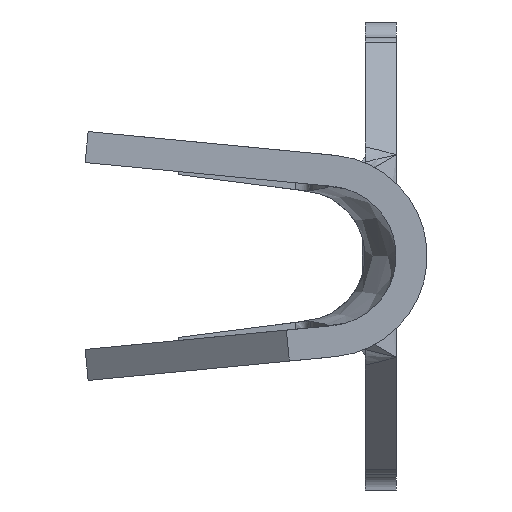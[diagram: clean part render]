
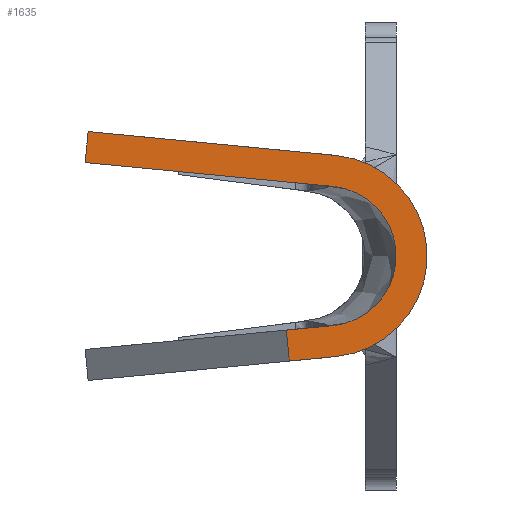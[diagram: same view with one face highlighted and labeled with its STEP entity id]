
A CAD part, left-side view. The second image highlights one B-rep face of the part: STEP entity #1635.
In plain terms, the highlighted planar face has unit normal (-1, 0, 0).
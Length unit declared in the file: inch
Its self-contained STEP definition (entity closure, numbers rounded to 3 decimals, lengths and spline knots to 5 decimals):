
#21 = AXIS2_PLACEMENT_3D ( 'NONE', #247, #3770, #752 ) ;
#79 = VERTEX_POINT ( 'NONE', #905 ) ;
#98 = EDGE_CURVE ( 'NONE', #2071, #3611, #1875, .T. ) ;
#247 = CARTESIAN_POINT ( 'NONE',  ( -0.505, 0.045, 0. ) ) ;
#341 = CARTESIAN_POINT ( 'NONE',  ( -0.505, 0.03879, 0.0647 ) ) ;
#445 = VECTOR ( 'NONE', #864, 39.37008 ) ;
#595 = FACE_OUTER_BOUND ( 'NONE', #3549, .T. ) ;
#752 = DIRECTION ( 'NONE',  ( 0., 0., 1. ) ) ;
#761 = VECTOR ( 'NONE', #5902, 39.37008 ) ;
#855 = VERTEX_POINT ( 'NONE', #1024 ) ;
#864 = DIRECTION ( 'NONE',  ( 0., 0.995, -0.096 ) ) ;
#905 = CARTESIAN_POINT ( 'NONE',  ( -0.505, 0.0706, -0.04766 ) ) ;
#907 = EDGE_CURVE ( 'NONE', #3611, #2725, #3608, .T. ) ;
#997 = VECTOR ( 'NONE', #5200, 39.37008 ) ;
#1024 = CARTESIAN_POINT ( 'NONE',  ( -0.505, 0.03879, -0.0647 ) ) ;
#1211 = ORIENTED_EDGE ( 'NONE', *, *, #1972, .T. ) ;
#1370 = EDGE_CURVE ( 'NONE', #2302, #2071, #1393, .T. ) ;
#1393 = LINE ( 'NONE', #341, #4052 ) ;
#1635 = ADVANCED_FACE ( 'NONE', ( #595 ), #5653, .T. ) ;
#1668 = ORIENTED_EDGE ( 'NONE', *, *, #6045, .T. ) ;
#1674 = CARTESIAN_POINT ( 'NONE',  ( -0.505, 0.03879, -0.0647 ) ) ;
#1684 = DIRECTION ( 'NONE',  ( 0., 0.096, -0.995 ) ) ;
#1875 = LINE ( 'NONE', #2743, #5407 ) ;
#1895 = VERTEX_POINT ( 'NONE', #6491 ) ;
#1944 = LINE ( 'NONE', #2380, #445 ) ;
#1972 = EDGE_CURVE ( 'NONE', #2725, #1895, #4514, .T. ) ;
#2049 = CARTESIAN_POINT ( 'NONE',  ( -0.505, 0.06868, -0.06757 ) ) ;
#2071 = VERTEX_POINT ( 'NONE', #2364 ) ;
#2138 = DIRECTION ( 'NONE',  ( -1., 0., 0. ) ) ;
#2302 = VERTEX_POINT ( 'NONE', #3994 ) ;
#2364 = CARTESIAN_POINT ( 'NONE',  ( -0.505, 0.19809, 0.08 ) ) ;
#2380 = CARTESIAN_POINT ( 'NONE',  ( -0.505, 0.0407, -0.04479 ) ) ;
#2623 = EDGE_CURVE ( 'NONE', #1895, #79, #1944, .T. ) ;
#2632 = VECTOR ( 'NONE', #4062, 39.37008 ) ;
#2725 = VERTEX_POINT ( 'NONE', #2938 ) ;
#2743 = CARTESIAN_POINT ( 'NONE',  ( -0.505, 0.19809, 0.08 ) ) ;
#2755 = VERTEX_POINT ( 'NONE', #2049 ) ;
#2765 = ORIENTED_EDGE ( 'NONE', *, *, #98, .T. ) ;
#2838 = EDGE_CURVE ( 'NONE', #2755, #855, #6003, .T. ) ;
#2938 = CARTESIAN_POINT ( 'NONE',  ( -0.505, 0.0407, 0.04479 ) ) ;
#2989 = ORIENTED_EDGE ( 'NONE', *, *, #907, .T. ) ;
#3015 = EDGE_CURVE ( 'NONE', #855, #2302, #4207, .T. ) ;
#3189 = DIRECTION ( 'NONE',  ( 0., 0., 1. ) ) ;
#3374 = CARTESIAN_POINT ( 'NONE',  ( -0.505, 0.2, 0.06009 ) ) ;
#3439 = CARTESIAN_POINT ( 'NONE',  ( -0.505, 0.0407, 0.04479 ) ) ;
#3549 = EDGE_LOOP ( 'NONE', ( #1668, #3620, #3836, #4507, #2765, #2989, #1211, #4400 ) ) ;
#3576 = CARTESIAN_POINT ( 'NONE',  ( -0.505, 0.0706, -0.04766 ) ) ;
#3608 = LINE ( 'NONE', #3439, #761 ) ;
#3611 = VERTEX_POINT ( 'NONE', #3374 ) ;
#3620 = ORIENTED_EDGE ( 'NONE', *, *, #2838, .T. ) ;
#3770 = DIRECTION ( 'NONE',  ( 1., 0., 0. ) ) ;
#3824 = AXIS2_PLACEMENT_3D ( 'NONE', #5138, #2138, #5627 ) ;
#3836 = ORIENTED_EDGE ( 'NONE', *, *, #3015, .T. ) ;
#3864 = DIRECTION ( 'NONE',  ( 0., 0.995, 0.096 ) ) ;
#3994 = CARTESIAN_POINT ( 'NONE',  ( -0.505, 0.03879, 0.0647 ) ) ;
#4052 = VECTOR ( 'NONE', #3864, 39.37008 ) ;
#4062 = DIRECTION ( 'NONE',  ( 0., -0.096, -0.995 ) ) ;
#4207 = CIRCLE ( 'NONE', #3824, 0.065 ) ;
#4400 = ORIENTED_EDGE ( 'NONE', *, *, #2623, .T. ) ;
#4507 = ORIENTED_EDGE ( 'NONE', *, *, #1370, .T. ) ;
#4514 = CIRCLE ( 'NONE', #21, 0.045 ) ;
#4652 = CARTESIAN_POINT ( 'NONE',  ( -0.505, 0.045, 0. ) ) ;
#5138 = CARTESIAN_POINT ( 'NONE',  ( -0.505, 0.045, 0. ) ) ;
#5200 = DIRECTION ( 'NONE',  ( 0., -0.995, 0.096 ) ) ;
#5284 = LINE ( 'NONE', #3576, #2632 ) ;
#5333 = AXIS2_PLACEMENT_3D ( 'NONE', #4652, #6165, #3189 ) ;
#5407 = VECTOR ( 'NONE', #1684, 39.37008 ) ;
#5627 = DIRECTION ( 'NONE',  ( 0., 0., 1. ) ) ;
#5653 = PLANE ( 'NONE',  #5333 ) ;
#5902 = DIRECTION ( 'NONE',  ( 0., -0.995, -0.096 ) ) ;
#6003 = LINE ( 'NONE', #1674, #997 ) ;
#6045 = EDGE_CURVE ( 'NONE', #79, #2755, #5284, .T. ) ;
#6165 = DIRECTION ( 'NONE',  ( -1., 0., 0. ) ) ;
#6491 = CARTESIAN_POINT ( 'NONE',  ( -0.505, 0.0407, -0.04479 ) ) ;
